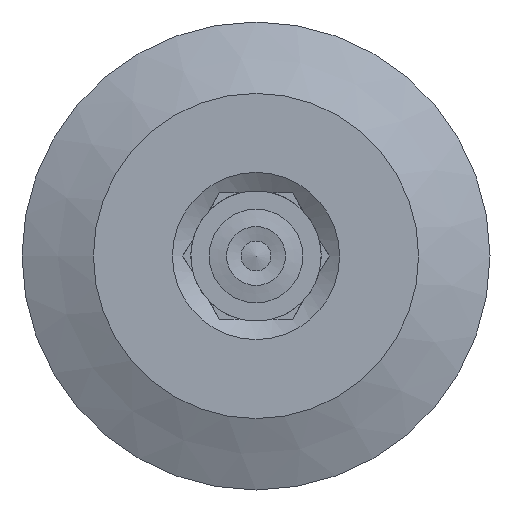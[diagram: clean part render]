
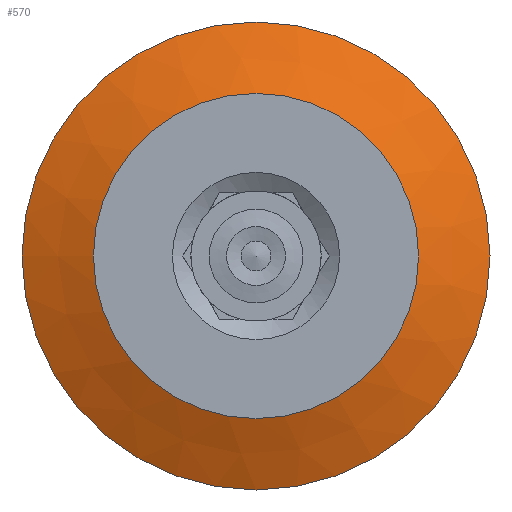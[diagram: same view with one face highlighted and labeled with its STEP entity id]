
A CAD part, left-side view. The second image highlights one B-rep face of the part: STEP entity #570.
In plain terms, the highlighted conical face has half-angle 66.879 degrees and reference radius 29.66 mm.
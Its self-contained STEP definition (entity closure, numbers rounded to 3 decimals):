
#111=FACE_BOUND('',#194,.T.);
#147=FACE_OUTER_BOUND('',#193,.T.);
#193=EDGE_LOOP('',(#523));
#194=EDGE_LOOP('',(#524));
#238=CIRCLE('',#649,24.32);
#239=CIRCLE('',#651,35.);
#294=VERTEX_POINT('',#2744);
#295=VERTEX_POINT('',#2747);
#372=EDGE_CURVE('',#294,#294,#238,.T.);
#373=EDGE_CURVE('',#295,#295,#239,.T.);
#523=ORIENTED_EDGE('',*,*,#372,.T.);
#524=ORIENTED_EDGE('',*,*,#373,.F.);
#537=CONICAL_SURFACE('',#650,29.66,66.879);
#570=ADVANCED_FACE('',(#147,#111),#537,.T.);
#649=AXIS2_PLACEMENT_3D('',#2745,#810,#811);
#650=AXIS2_PLACEMENT_3D('',#2746,#812,#813);
#651=AXIS2_PLACEMENT_3D('',#2748,#814,#815);
#810=DIRECTION('center_axis',(1.,0.,0.));
#811=DIRECTION('ref_axis',(0.,0.,-1.));
#812=DIRECTION('center_axis',(1.,0.,0.));
#813=DIRECTION('ref_axis',(0.,1.,0.));
#814=DIRECTION('center_axis',(1.,0.,0.));
#815=DIRECTION('ref_axis',(0.,0.,-1.));
#2744=CARTESIAN_POINT('',(-20.1,24.32,0.));
#2745=CARTESIAN_POINT('Origin',(-20.1,0.,0.));
#2746=CARTESIAN_POINT('Origin',(-17.82,0.,0.));
#2747=CARTESIAN_POINT('',(-15.54,35.,0.));
#2748=CARTESIAN_POINT('Origin',(-15.54,0.,0.));
